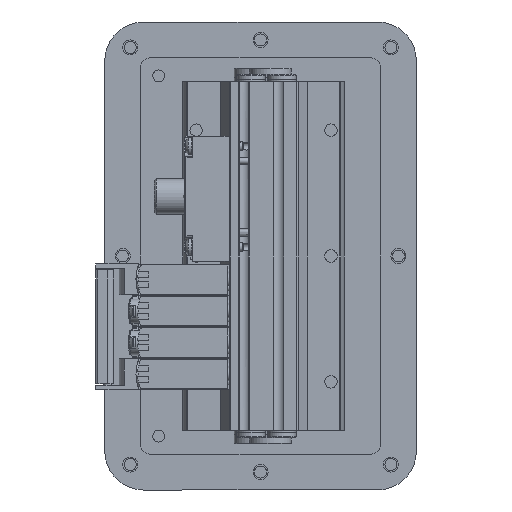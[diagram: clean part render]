
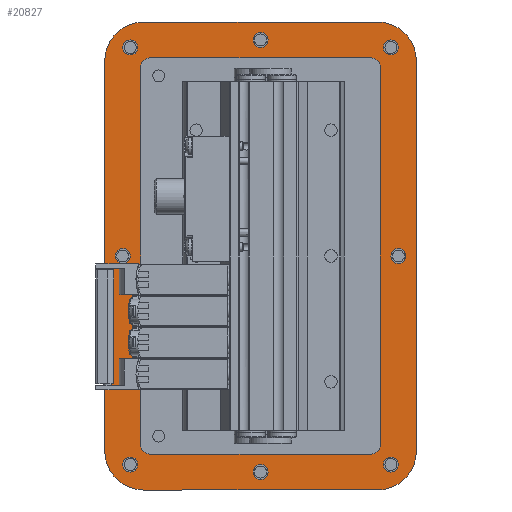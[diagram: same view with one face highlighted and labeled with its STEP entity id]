
A CAD part, left-side view. The second image highlights one B-rep face of the part: STEP entity #20827.
In plain terms, the highlighted planar face has unit normal (-1, 0, 0).
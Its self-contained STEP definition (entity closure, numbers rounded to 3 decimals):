
#1254=PLANE('',#23122);
#2829=LINE('',#36306,#4426);
#2830=LINE('',#36310,#4427);
#2831=LINE('',#36314,#4428);
#2832=LINE('',#36317,#4429);
#2833=LINE('',#36320,#4430);
#2834=LINE('',#36324,#4431);
#2835=LINE('',#36328,#4432);
#2836=LINE('',#36332,#4433);
#4426=VECTOR('',#29027,10.);
#4427=VECTOR('',#29030,10.);
#4428=VECTOR('',#29033,10.);
#4429=VECTOR('',#29036,10.);
#4430=VECTOR('',#29037,10.);
#4431=VECTOR('',#29040,10.);
#4432=VECTOR('',#29043,10.);
#4433=VECTOR('',#29046,10.);
#5020=FACE_BOUND('',#7974,.T.);
#5021=FACE_BOUND('',#7975,.T.);
#5022=FACE_BOUND('',#7976,.T.);
#5023=FACE_BOUND('',#7977,.T.);
#5024=FACE_BOUND('',#7978,.T.);
#5025=FACE_BOUND('',#7979,.T.);
#5026=FACE_BOUND('',#7980,.T.);
#5027=FACE_BOUND('',#7981,.T.);
#5028=FACE_BOUND('',#7982,.T.);
#6225=FACE_OUTER_BOUND('',#7973,.T.);
#7973=EDGE_LOOP('',(#18926,#18927,#18928,#18929,#18930,#18931,#18932,#18933));
#7974=EDGE_LOOP('',(#18934));
#7975=EDGE_LOOP('',(#18935,#18936,#18937,#18938,#18939,#18940,#18941,#18942));
#7976=EDGE_LOOP('',(#18943));
#7977=EDGE_LOOP('',(#18944));
#7978=EDGE_LOOP('',(#18945));
#7979=EDGE_LOOP('',(#18946));
#7980=EDGE_LOOP('',(#18947));
#7981=EDGE_LOOP('',(#18948));
#7982=EDGE_LOOP('',(#18949));
#9047=CIRCLE('',#23118,2.5);
#9049=CIRCLE('',#23121,13.);
#9050=CIRCLE('',#23123,13.);
#9051=CIRCLE('',#23124,13.);
#9052=CIRCLE('',#23125,13.);
#9053=CIRCLE('',#23126,3.);
#9054=CIRCLE('',#23127,3.);
#9055=CIRCLE('',#23128,3.);
#9056=CIRCLE('',#23129,3.);
#9057=CIRCLE('',#23130,2.5);
#9058=CIRCLE('',#23131,2.5);
#9059=CIRCLE('',#23132,2.5);
#9060=CIRCLE('',#23133,2.5);
#9061=CIRCLE('',#23134,2.5);
#9062=CIRCLE('',#23135,2.5);
#9063=CIRCLE('',#23136,2.5);
#10966=VERTEX_POINT('',#36293);
#10969=VERTEX_POINT('',#36299);
#10970=VERTEX_POINT('',#36301);
#10971=VERTEX_POINT('',#36305);
#10972=VERTEX_POINT('',#36307);
#10973=VERTEX_POINT('',#36309);
#10974=VERTEX_POINT('',#36311);
#10975=VERTEX_POINT('',#36313);
#10976=VERTEX_POINT('',#36315);
#10977=VERTEX_POINT('',#36318);
#10978=VERTEX_POINT('',#36319);
#10979=VERTEX_POINT('',#36321);
#10980=VERTEX_POINT('',#36323);
#10981=VERTEX_POINT('',#36325);
#10982=VERTEX_POINT('',#36327);
#10983=VERTEX_POINT('',#36329);
#10984=VERTEX_POINT('',#36331);
#10985=VERTEX_POINT('',#36334);
#10986=VERTEX_POINT('',#36336);
#10987=VERTEX_POINT('',#36338);
#10988=VERTEX_POINT('',#36340);
#10989=VERTEX_POINT('',#36342);
#10990=VERTEX_POINT('',#36344);
#10991=VERTEX_POINT('',#36346);
#13657=EDGE_CURVE('',#10966,#10966,#9047,.T.);
#13660=EDGE_CURVE('',#10969,#10970,#9049,.T.);
#13662=EDGE_CURVE('',#10971,#10969,#2829,.T.);
#13663=EDGE_CURVE('',#10972,#10971,#9050,.T.);
#13664=EDGE_CURVE('',#10973,#10972,#2830,.T.);
#13665=EDGE_CURVE('',#10974,#10973,#9051,.T.);
#13666=EDGE_CURVE('',#10975,#10974,#2831,.T.);
#13667=EDGE_CURVE('',#10976,#10975,#9052,.T.);
#13668=EDGE_CURVE('',#10970,#10976,#2832,.T.);
#13669=EDGE_CURVE('',#10977,#10978,#2833,.T.);
#13670=EDGE_CURVE('',#10979,#10978,#9053,.T.);
#13671=EDGE_CURVE('',#10979,#10980,#2834,.T.);
#13672=EDGE_CURVE('',#10981,#10980,#9054,.T.);
#13673=EDGE_CURVE('',#10981,#10982,#2835,.T.);
#13674=EDGE_CURVE('',#10983,#10982,#9055,.T.);
#13675=EDGE_CURVE('',#10983,#10984,#2836,.T.);
#13676=EDGE_CURVE('',#10977,#10984,#9056,.T.);
#13677=EDGE_CURVE('',#10985,#10985,#9057,.T.);
#13678=EDGE_CURVE('',#10986,#10986,#9058,.T.);
#13679=EDGE_CURVE('',#10987,#10987,#9059,.T.);
#13680=EDGE_CURVE('',#10988,#10988,#9060,.T.);
#13681=EDGE_CURVE('',#10989,#10989,#9061,.T.);
#13682=EDGE_CURVE('',#10990,#10990,#9062,.T.);
#13683=EDGE_CURVE('',#10991,#10991,#9063,.T.);
#18926=ORIENTED_EDGE('',*,*,#13660,.F.);
#18927=ORIENTED_EDGE('',*,*,#13662,.F.);
#18928=ORIENTED_EDGE('',*,*,#13663,.F.);
#18929=ORIENTED_EDGE('',*,*,#13664,.F.);
#18930=ORIENTED_EDGE('',*,*,#13665,.F.);
#18931=ORIENTED_EDGE('',*,*,#13666,.F.);
#18932=ORIENTED_EDGE('',*,*,#13667,.F.);
#18933=ORIENTED_EDGE('',*,*,#13668,.F.);
#18934=ORIENTED_EDGE('',*,*,#13657,.T.);
#18935=ORIENTED_EDGE('',*,*,#13669,.T.);
#18936=ORIENTED_EDGE('',*,*,#13670,.F.);
#18937=ORIENTED_EDGE('',*,*,#13671,.T.);
#18938=ORIENTED_EDGE('',*,*,#13672,.F.);
#18939=ORIENTED_EDGE('',*,*,#13673,.T.);
#18940=ORIENTED_EDGE('',*,*,#13674,.F.);
#18941=ORIENTED_EDGE('',*,*,#13675,.T.);
#18942=ORIENTED_EDGE('',*,*,#13676,.F.);
#18943=ORIENTED_EDGE('',*,*,#13677,.T.);
#18944=ORIENTED_EDGE('',*,*,#13678,.T.);
#18945=ORIENTED_EDGE('',*,*,#13679,.T.);
#18946=ORIENTED_EDGE('',*,*,#13680,.T.);
#18947=ORIENTED_EDGE('',*,*,#13681,.T.);
#18948=ORIENTED_EDGE('',*,*,#13682,.T.);
#18949=ORIENTED_EDGE('',*,*,#13683,.T.);
#20827=ADVANCED_FACE('',(#6225,#5020,#5021,#5022,#5023,#5024,#5025,#5026,
#5027,#5028),#1254,.F.);
#23118=AXIS2_PLACEMENT_3D('',#36294,#29015,#29016);
#23121=AXIS2_PLACEMENT_3D('',#36302,#29022,#29023);
#23122=AXIS2_PLACEMENT_3D('',#36304,#29025,#29026);
#23123=AXIS2_PLACEMENT_3D('',#36308,#29028,#29029);
#23124=AXIS2_PLACEMENT_3D('',#36312,#29031,#29032);
#23125=AXIS2_PLACEMENT_3D('',#36316,#29034,#29035);
#23126=AXIS2_PLACEMENT_3D('',#36322,#29038,#29039);
#23127=AXIS2_PLACEMENT_3D('',#36326,#29041,#29042);
#23128=AXIS2_PLACEMENT_3D('',#36330,#29044,#29045);
#23129=AXIS2_PLACEMENT_3D('',#36333,#29047,#29048);
#23130=AXIS2_PLACEMENT_3D('',#36335,#29049,#29050);
#23131=AXIS2_PLACEMENT_3D('',#36337,#29051,#29052);
#23132=AXIS2_PLACEMENT_3D('',#36339,#29053,#29054);
#23133=AXIS2_PLACEMENT_3D('',#36341,#29055,#29056);
#23134=AXIS2_PLACEMENT_3D('',#36343,#29057,#29058);
#23135=AXIS2_PLACEMENT_3D('',#36345,#29059,#29060);
#23136=AXIS2_PLACEMENT_3D('',#36347,#29061,#29062);
#29015=DIRECTION('center_axis',(1.,0.,0.));
#29016=DIRECTION('ref_axis',(0.,-1.,0.));
#29022=DIRECTION('center_axis',(1.,0.,0.));
#29023=DIRECTION('ref_axis',(0.,0.707,-0.707));
#29025=DIRECTION('center_axis',(1.,0.,0.));
#29026=DIRECTION('ref_axis',(0.,0.,-1.));
#29027=DIRECTION('',(0.,1.,0.));
#29028=DIRECTION('center_axis',(1.,0.,0.));
#29029=DIRECTION('ref_axis',(0.,-0.707,-0.707));
#29030=DIRECTION('',(0.,0.,-1.));
#29031=DIRECTION('center_axis',(1.,0.,0.));
#29032=DIRECTION('ref_axis',(0.,-0.707,0.707));
#29033=DIRECTION('',(0.,-1.,0.));
#29034=DIRECTION('center_axis',(1.,0.,0.));
#29035=DIRECTION('ref_axis',(0.,0.707,0.707));
#29036=DIRECTION('',(0.,0.,1.));
#29037=DIRECTION('',(0.,0.,1.));
#29038=DIRECTION('center_axis',(-1.,0.,0.));
#29039=DIRECTION('ref_axis',(0.,0.707,0.707));
#29040=DIRECTION('',(0.,-1.,0.));
#29041=DIRECTION('center_axis',(-1.,0.,0.));
#29042=DIRECTION('ref_axis',(0.,-0.707,0.707));
#29043=DIRECTION('',(0.,0.,-1.));
#29044=DIRECTION('center_axis',(-1.,0.,0.));
#29045=DIRECTION('ref_axis',(0.,-0.707,-0.707));
#29046=DIRECTION('',(0.,1.,0.));
#29047=DIRECTION('center_axis',(-1.,0.,0.));
#29048=DIRECTION('ref_axis',(0.,0.707,-0.707));
#29049=DIRECTION('center_axis',(1.,0.,0.));
#29050=DIRECTION('ref_axis',(0.,-1.,0.));
#29051=DIRECTION('center_axis',(1.,0.,0.));
#29052=DIRECTION('ref_axis',(0.,-1.,0.));
#29053=DIRECTION('center_axis',(1.,0.,0.));
#29054=DIRECTION('ref_axis',(0.,-1.,0.));
#29055=DIRECTION('center_axis',(1.,0.,0.));
#29056=DIRECTION('ref_axis',(0.,-1.,0.));
#29057=DIRECTION('center_axis',(1.,0.,0.));
#29058=DIRECTION('ref_axis',(0.,-1.,0.));
#29059=DIRECTION('center_axis',(1.,0.,0.));
#29060=DIRECTION('ref_axis',(0.,-1.,0.));
#29061=DIRECTION('center_axis',(1.,0.,0.));
#29062=DIRECTION('ref_axis',(0.,-1.,0.));
#36293=CARTESIAN_POINT('',(0.,46.,69.6));
#36294=CARTESIAN_POINT('Origin',(0.,43.5,69.6));
#36299=CARTESIAN_POINT('',(0.,39.,-78.1));
#36301=CARTESIAN_POINT('',(0.,52.,-65.1));
#36302=CARTESIAN_POINT('Origin',(0.,39.,-65.1));
#36304=CARTESIAN_POINT('Origin',(0.,0.,0.));
#36305=CARTESIAN_POINT('',(0.,-39.,-78.1));
#36306=CARTESIAN_POINT('',(0.,-52.,-78.1));
#36307=CARTESIAN_POINT('',(0.,-52.,-65.1));
#36308=CARTESIAN_POINT('Origin',(0.,-39.,-65.1));
#36309=CARTESIAN_POINT('',(0.,-52.,65.1));
#36310=CARTESIAN_POINT('',(0.,-52.,78.1));
#36311=CARTESIAN_POINT('',(0.,-39.,78.1));
#36312=CARTESIAN_POINT('Origin',(0.,-39.,65.1));
#36313=CARTESIAN_POINT('',(0.,39.,78.1));
#36314=CARTESIAN_POINT('',(0.,52.,78.1));
#36315=CARTESIAN_POINT('',(0.,52.,65.1));
#36316=CARTESIAN_POINT('Origin',(0.,39.,65.1));
#36317=CARTESIAN_POINT('',(0.,52.,-78.1));
#36318=CARTESIAN_POINT('',(0.,40.,-63.1));
#36319=CARTESIAN_POINT('',(0.,40.,63.1));
#36320=CARTESIAN_POINT('',(0.,40.,31.55));
#36321=CARTESIAN_POINT('',(0.,37.,66.1));
#36322=CARTESIAN_POINT('Origin',(0.,37.,63.1));
#36323=CARTESIAN_POINT('',(0.,-37.,66.1));
#36324=CARTESIAN_POINT('',(0.,20.,66.1));
#36325=CARTESIAN_POINT('',(0.,-40.,63.1));
#36326=CARTESIAN_POINT('Origin',(0.,-37.,63.1));
#36327=CARTESIAN_POINT('',(0.,-40.,-63.1));
#36328=CARTESIAN_POINT('',(0.,-40.,-31.55));
#36329=CARTESIAN_POINT('',(0.,-37.,-66.1));
#36330=CARTESIAN_POINT('Origin',(0.,-37.,-63.1));
#36331=CARTESIAN_POINT('',(0.,37.,-66.1));
#36332=CARTESIAN_POINT('',(0.,18.5,-66.1));
#36333=CARTESIAN_POINT('Origin',(0.,37.,-63.1));
#36334=CARTESIAN_POINT('',(0.,2.5,72.1));
#36335=CARTESIAN_POINT('Origin',(0.,0.,72.1));
#36336=CARTESIAN_POINT('',(0.,2.5,-72.1));
#36337=CARTESIAN_POINT('Origin',(0.,0.,-72.1));
#36338=CARTESIAN_POINT('',(0.,-41.,69.6));
#36339=CARTESIAN_POINT('Origin',(0.,-43.5,69.6));
#36340=CARTESIAN_POINT('',(0.,46.,-69.6));
#36341=CARTESIAN_POINT('Origin',(0.,43.5,-69.6));
#36342=CARTESIAN_POINT('',(0.,-41.,-69.6));
#36343=CARTESIAN_POINT('Origin',(0.,-43.5,-69.6));
#36344=CARTESIAN_POINT('',(0.,-43.5,0.));
#36345=CARTESIAN_POINT('Origin',(0.,-46.,0.));
#36346=CARTESIAN_POINT('',(0.,48.5,0.));
#36347=CARTESIAN_POINT('Origin',(0.,46.,0.));
